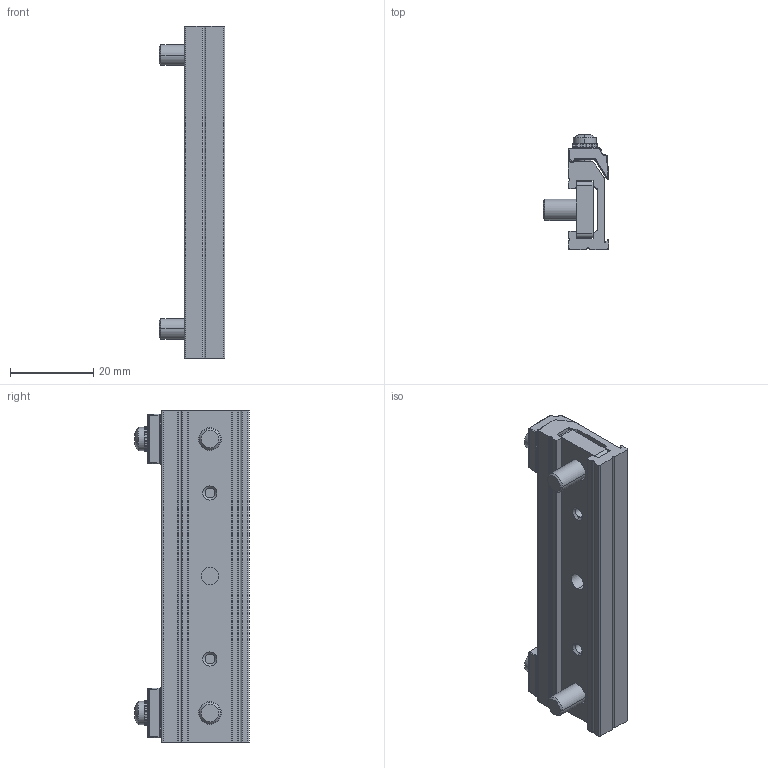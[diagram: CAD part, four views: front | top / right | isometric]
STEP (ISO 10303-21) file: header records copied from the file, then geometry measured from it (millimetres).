
FILE_DESCRIPTION((''),'2;1');
FILE_NAME('DB003391_SCHWENKHALTER_LANG-O_W_ASM','2012-05-02T',('jsteininge'),(''),'PRO/ENGINEER BY PARAMETRIC TECHNOLOGY CORPORATION, 2006300','PRO/ENGINEER BY PARAMETRIC TECHNOLOGY CORPORATION, 2006300','');
FILE_SCHEMA(('CONFIG_CONTROL_DESIGN'));
Length unit declared in the file: millimetre
Products named in the file (7): DB002999_NUTPROFIL_SLCT_LANG; DB003001_NUTMUTTER_LANG; DB003000_DRUCKSTUECK_DRUCKGUSS; DB003347_ZAHNSCHEIBE-M3_DIN6797; DB003012_SHR_TORX_M3X8; DB004271_SENKSHR_TORX_ISO14584; DB003391_SCHWENKHALTER_LANG-O_W_ASM
Assembly tree (10 placements, depth 2):
  DB003391_SCHWENKHALTER_LANG-O_W_ASM
    DB002999_NUTPROFIL_SLCT_LANG
    DB003001_NUTMUTTER_LANG
    DB003000_DRUCKSTUECK_DRUCKGUSS  x2
    DB003347_ZAHNSCHEIBE-M3_DIN6797  x2
    DB003012_SHR_TORX_M3X8  x2
    DB004271_SENKSHR_TORX_ISO14584  x2
Bounding box: 15.8 x 27.64 x 80 mm (x, y, z)
Volume: 12449.6 mm3; surface area: 11534.3 mm2
Topology: 10 solids, 10 shells, 433 faces, 1183 edges, 834 vertices
Faces by surface type: cylinder 197, plane 168, bspline 28, cone 24, sphere 16
Entity records: 11226 total; most frequent: CARTESIAN_POINT 2481, DIRECTION 1524, ORIENTED_EDGE 1398, EDGE_CURVE 699, AXIS2_PLACEMENT_3D 544, PRESENTATION_STYLE_ASSIGNMENT 512, STYLED_ITEM 512, CURVE_STYLE 508
